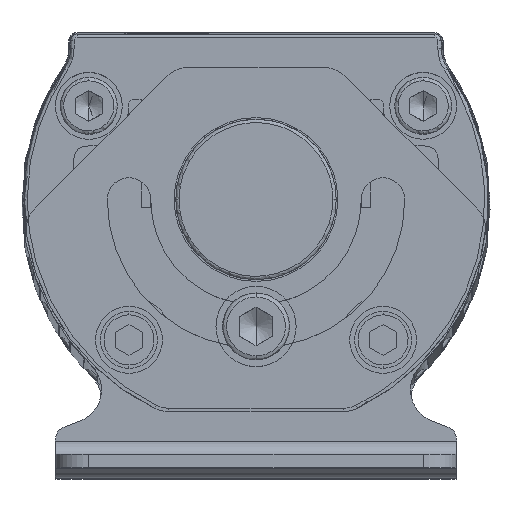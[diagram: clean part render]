
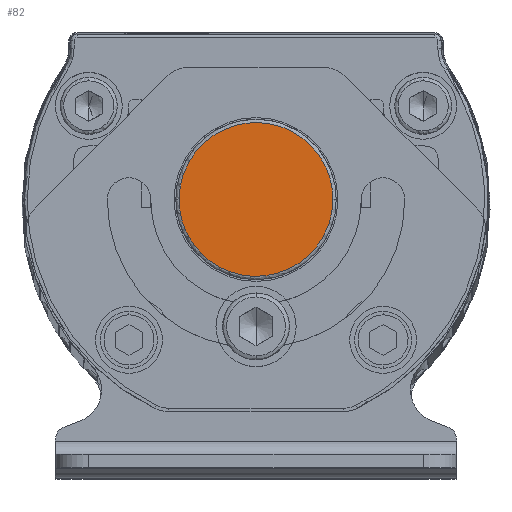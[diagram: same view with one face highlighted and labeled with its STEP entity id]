
A CAD part, top view. The second image highlights one B-rep face of the part: STEP entity #82.
In plain terms, the highlighted planar face has unit normal (0, 0, 1).
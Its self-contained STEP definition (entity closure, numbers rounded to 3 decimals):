
#82 = ADVANCED_FACE ( 'NONE', ( #5503 ), #876, .F. ) ;
#876 = PLANE ( 'NONE',  #24353 ) ;
#2421 = CARTESIAN_POINT ( 'NONE',  ( -11.497, 40.202, 919.503 ) ) ;
#2933 =( BOUNDED_CURVE ( )  B_SPLINE_CURVE ( 3, ( #25887, #22479, #34072, #8027 ),
 .UNSPECIFIED., .F., .T. ) 
 B_SPLINE_CURVE_WITH_KNOTS ( ( 4, 4 ),
 ( 0.5, 1. ),
 .UNSPECIFIED. ) 
 CURVE ( )  GEOMETRIC_REPRESENTATION_ITEM ( )  RATIONAL_B_SPLINE_CURVE ( ( 1., 0.333, 0.333, 1. ) ) 
 REPRESENTATION_ITEM ( '' )  );
#5503 = FACE_OUTER_BOUND ( 'NONE', #27867, .T. ) ;
#5780 = EDGE_CURVE ( 'NONE', #24903, #26436, #25701, .T. ) ;
#6397 = DIRECTION ( 'NONE',  ( 0., 0., -1. ) ) ;
#8027 = CARTESIAN_POINT ( 'NONE',  ( 11.503, 40.204, 919.503 ) ) ;
#9872 = CARTESIAN_POINT ( 'NONE',  ( 11.505, 17.204, 919.503 ) ) ;
#11042 = ORIENTED_EDGE ( 'NONE', *, *, #22188, .F. ) ;
#17815 = DIRECTION ( 'NONE',  ( -1., 0., 0. ) ) ;
#21749 = CARTESIAN_POINT ( 'NONE',  ( -11.497, 40.202, 919.503 ) ) ;
#22188 = EDGE_CURVE ( 'NONE', #26436, #24903, #2933, .T. ) ;
#22479 = CARTESIAN_POINT ( 'NONE',  ( -11.499, 63.202, 919.503 ) ) ;
#24316 = CARTESIAN_POINT ( 'NONE',  ( 11.503, 40.204, 919.503 ) ) ;
#24353 = AXIS2_PLACEMENT_3D ( 'NONE', #37425, #6397, #17815 ) ;
#24432 = ORIENTED_EDGE ( 'NONE', *, *, #5780, .F. ) ;
#24903 = VERTEX_POINT ( 'NONE', #37096 ) ;
#25701 =( BOUNDED_CURVE ( )  B_SPLINE_CURVE ( 3, ( #24316, #9872, #33063, #2421 ),
 .UNSPECIFIED., .F., .T. ) 
 B_SPLINE_CURVE_WITH_KNOTS ( ( 4, 4 ),
 ( 0., 0.5 ),
 .UNSPECIFIED. ) 
 CURVE ( )  GEOMETRIC_REPRESENTATION_ITEM ( )  RATIONAL_B_SPLINE_CURVE ( ( 1., 0.333, 0.333, 1. ) ) 
 REPRESENTATION_ITEM ( '' )  );
#25887 = CARTESIAN_POINT ( 'NONE',  ( -11.497, 40.202, 919.503 ) ) ;
#26436 = VERTEX_POINT ( 'NONE', #21749 ) ;
#27867 = EDGE_LOOP ( 'NONE', ( #11042, #24432 ) ) ;
#33063 = CARTESIAN_POINT ( 'NONE',  ( -11.495, 17.202, 919.503 ) ) ;
#34072 = CARTESIAN_POINT ( 'NONE',  ( 11.501, 63.204, 919.503 ) ) ;
#37096 = CARTESIAN_POINT ( 'NONE',  ( 11.503, 40.204, 919.503 ) ) ;
#37425 = CARTESIAN_POINT ( 'NONE',  ( -10.997, 29.201, 919.503 ) ) ;
